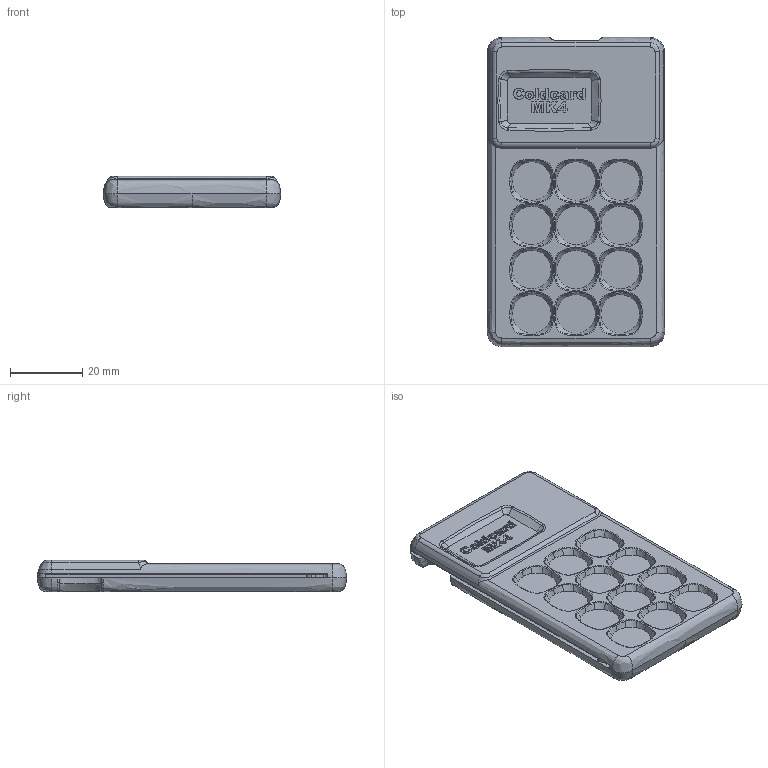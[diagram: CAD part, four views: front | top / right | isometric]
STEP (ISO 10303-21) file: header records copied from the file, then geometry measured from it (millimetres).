
FILE_DESCRIPTION(/* description */ (''),/* implementation_level */ '2;1');
FILE_NAME(/* name */ 'Coldcard BUCK ONLY V1g',/* time_stamp */ '2021-10-06T10:56:48-04:00',/* author */ (''),/* organization */ (''),/* preprocessor_version */ 'ST-DEVELOPER v15',/* originating_system */ '',/* authorisation */ '');
FILE_SCHEMA (('AUTOMOTIVE_DESIGN'));
Length unit declared in the file: millimetre
Products named in the file (1): Document
Bounding box: 49.1 x 85.6 x 8.7 mm (x, y, z)
Volume: 29565.4 mm3; surface area: 10724.8 mm2
Topology: 1 solids, 1 shells, 522 faces, 1285 edges, 790 vertices
Faces by surface type: bspline 427, plane 95
Entity records: 20915 total; most frequent: CARTESIAN_POINT 13967, ORIENTED_EDGE 2562, EDGE_CURVE 1281, VERTEX_POINT 790, EDGE_LOOP 551, ADVANCED_FACE 522, FACE_OUTER_BOUND 522, B_SPLINE_CURVE_WITH_KNOTS 329
